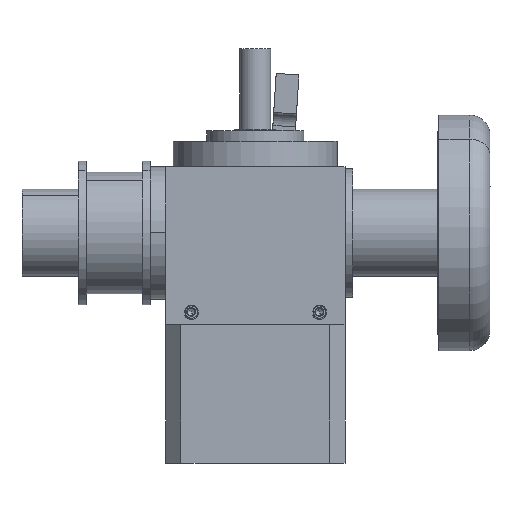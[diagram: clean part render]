
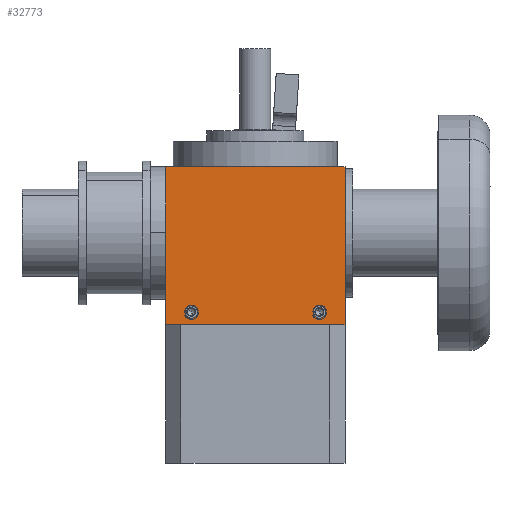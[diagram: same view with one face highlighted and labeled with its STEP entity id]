
A CAD part, front view. The second image highlights one B-rep face of the part: STEP entity #32773.
In plain terms, the highlighted planar face has unit normal (0, -1, 0).
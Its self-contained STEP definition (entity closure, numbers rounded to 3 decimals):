
#49 = DIRECTION ( 'NONE',  ( 0., 0., -1. ) ) ;
#720 = CARTESIAN_POINT ( 'NONE',  ( 5.3, 7.118, 23.563 ) ) ;
#882 = CARTESIAN_POINT ( 'NONE',  ( 35.3, 7.118, 50.613 ) ) ;
#1005 = LINE ( 'NONE', #13719, #28675 ) ;
#1204 = AXIS2_PLACEMENT_3D ( 'NONE', #7340, #7667, #49 ) ;
#2037 = CARTESIAN_POINT ( 'NONE',  ( 0.3, 7.118, 50.613 ) ) ;
#2218 = VERTEX_POINT ( 'NONE', #2037 ) ;
#5552 = DIRECTION ( 'NONE',  ( 0., -1., 0. ) ) ;
#5934 = DIRECTION ( 'NONE',  ( 0., -1., 0. ) ) ;
#6284 = CARTESIAN_POINT ( 'NONE',  ( 5.3, 7.118, 21.063 ) ) ;
#6994 = CARTESIAN_POINT ( 'NONE',  ( 35.3, 7.118, 19.813 ) ) ;
#7120 = EDGE_CURVE ( 'NONE', #11362, #16855, #27133, .T. ) ;
#7340 = CARTESIAN_POINT ( 'NONE',  ( 5.3, 7.118, 22.313 ) ) ;
#7667 = DIRECTION ( 'NONE',  ( 0., -1., 0. ) ) ;
#7697 = CIRCLE ( 'NONE', #1204, 1.25 ) ;
#8025 = CARTESIAN_POINT ( 'NONE',  ( 30.3, 7.118, 21.063 ) ) ;
#8119 = CIRCLE ( 'NONE', #32951, 1.25 ) ;
#8154 = VERTEX_POINT ( 'NONE', #8835 ) ;
#8738 = ORIENTED_EDGE ( 'NONE', *, *, #16535, .F. ) ;
#8835 = CARTESIAN_POINT ( 'NONE',  ( 0.3, 7.118, 19.813 ) ) ;
#9399 = DIRECTION ( 'NONE',  ( 0., 0., -1. ) ) ;
#9526 = LINE ( 'NONE', #6994, #22989 ) ;
#9873 = FACE_BOUND ( 'NONE', #14901, .T. ) ;
#9934 = ORIENTED_EDGE ( 'NONE', *, *, #32726, .F. ) ;
#10036 = FACE_OUTER_BOUND ( 'NONE', #13657, .T. ) ;
#10491 = ORIENTED_EDGE ( 'NONE', *, *, #32228, .T. ) ;
#11212 = DIRECTION ( 'NONE',  ( 0., -1., 0. ) ) ;
#11213 = DIRECTION ( 'NONE',  ( -1., 0., 0. ) ) ;
#11362 = VERTEX_POINT ( 'NONE', #720 ) ;
#11491 = AXIS2_PLACEMENT_3D ( 'NONE', #20904, #5552, #18373 ) ;
#11542 = EDGE_CURVE ( 'NONE', #14643, #16174, #8119, .T. ) ;
#11606 = ORIENTED_EDGE ( 'NONE', *, *, #7120, .F. ) ;
#11820 = CIRCLE ( 'NONE', #30710, 1.25 ) ;
#12701 = ORIENTED_EDGE ( 'NONE', *, *, #20693, .F. ) ;
#13262 = DIRECTION ( 'NONE',  ( 0., 0., -1. ) ) ;
#13657 = EDGE_LOOP ( 'NONE', ( #8738, #16625, #10491, #26587 ) ) ;
#13719 = CARTESIAN_POINT ( 'NONE',  ( 35.3, 7.118, 50.613 ) ) ;
#13764 = LINE ( 'NONE', #882, #33066 ) ;
#14643 = VERTEX_POINT ( 'NONE', #27283 ) ;
#14722 = AXIS2_PLACEMENT_3D ( 'NONE', #30647, #11212, #13262 ) ;
#14901 = EDGE_LOOP ( 'NONE', ( #11606, #9934 ) ) ;
#16174 = VERTEX_POINT ( 'NONE', #8025 ) ;
#16535 = EDGE_CURVE ( 'NONE', #24964, #8154, #9526, .T. ) ;
#16559 = DIRECTION ( 'NONE',  ( 0., 0., -1. ) ) ;
#16625 = ORIENTED_EDGE ( 'NONE', *, *, #26977, .F. ) ;
#16855 = VERTEX_POINT ( 'NONE', #6284 ) ;
#16955 = DIRECTION ( 'NONE',  ( -1., 0., 0. ) ) ;
#17161 = DIRECTION ( 'NONE',  ( 0., -1., 0. ) ) ;
#18373 = DIRECTION ( 'NONE',  ( 0., 0., -1. ) ) ;
#19468 = VERTEX_POINT ( 'NONE', #28781 ) ;
#20327 = PLANE ( 'NONE',  #14722 ) ;
#20693 = EDGE_CURVE ( 'NONE', #16174, #14643, #11820, .T. ) ;
#20904 = CARTESIAN_POINT ( 'NONE',  ( 5.3, 7.118, 22.313 ) ) ;
#21507 = EDGE_LOOP ( 'NONE', ( #24024, #12701 ) ) ;
#21737 = CARTESIAN_POINT ( 'NONE',  ( 30.3, 7.118, 22.313 ) ) ;
#22866 = FACE_BOUND ( 'NONE', #21507, .T. ) ;
#22989 = VECTOR ( 'NONE', #16955, 1000. ) ;
#24024 = ORIENTED_EDGE ( 'NONE', *, *, #11542, .F. ) ;
#24745 = DIRECTION ( 'NONE',  ( 0., 0., -1. ) ) ;
#24964 = VERTEX_POINT ( 'NONE', #26809 ) ;
#26509 = VECTOR ( 'NONE', #24745, 1000. ) ;
#26587 = ORIENTED_EDGE ( 'NONE', *, *, #31934, .T. ) ;
#26809 = CARTESIAN_POINT ( 'NONE',  ( 35.3, 7.118, 19.813 ) ) ;
#26950 = CARTESIAN_POINT ( 'NONE',  ( 0.3, 7.118, 50.613 ) ) ;
#26977 = EDGE_CURVE ( 'NONE', #19468, #24964, #1005, .T. ) ;
#27133 = CIRCLE ( 'NONE', #11491, 1.25 ) ;
#27283 = CARTESIAN_POINT ( 'NONE',  ( 30.3, 7.118, 23.563 ) ) ;
#28675 = VECTOR ( 'NONE', #16559, 1000. ) ;
#28781 = CARTESIAN_POINT ( 'NONE',  ( 35.3, 7.118, 50.613 ) ) ;
#28910 = CARTESIAN_POINT ( 'NONE',  ( 30.3, 7.118, 22.313 ) ) ;
#30150 = LINE ( 'NONE', #26950, #26509 ) ;
#30647 = CARTESIAN_POINT ( 'NONE',  ( 35.3, 7.118, 50.613 ) ) ;
#30710 = AXIS2_PLACEMENT_3D ( 'NONE', #21737, #17161, #9399 ) ;
#31934 = EDGE_CURVE ( 'NONE', #2218, #8154, #30150, .T. ) ;
#31965 = DIRECTION ( 'NONE',  ( 0., 0., -1. ) ) ;
#32228 = EDGE_CURVE ( 'NONE', #19468, #2218, #13764, .T. ) ;
#32726 = EDGE_CURVE ( 'NONE', #16855, #11362, #7697, .T. ) ;
#32773 = ADVANCED_FACE ( 'NONE', ( #9873, #22866, #10036 ), #20327, .T. ) ;
#32951 = AXIS2_PLACEMENT_3D ( 'NONE', #28910, #5934, #31965 ) ;
#33066 = VECTOR ( 'NONE', #11213, 1000. ) ;
